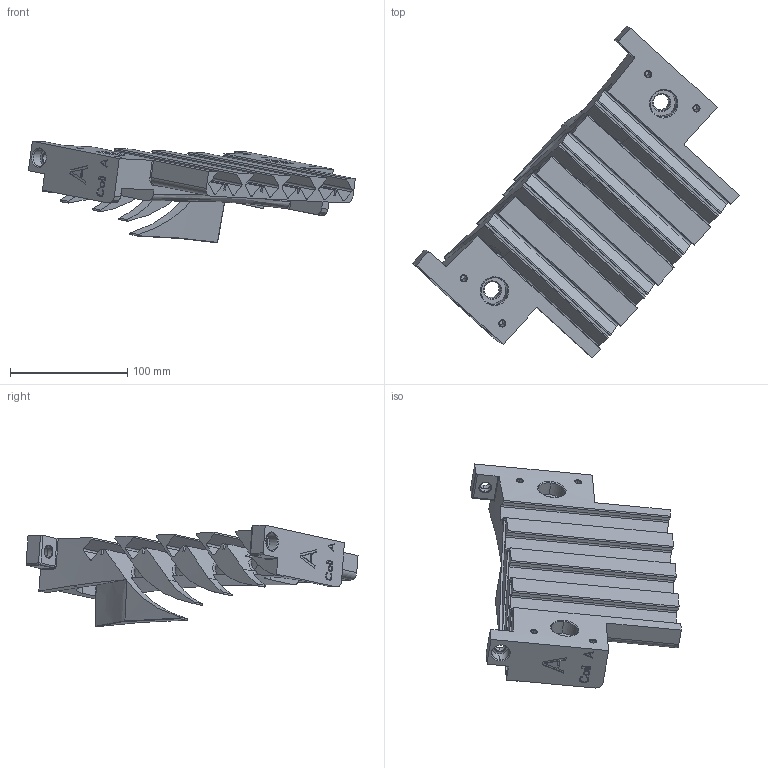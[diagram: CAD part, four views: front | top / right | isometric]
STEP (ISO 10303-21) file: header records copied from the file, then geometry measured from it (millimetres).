
FILE_DESCRIPTION((''),'2;1');
FILE_NAME('SE142A-134','2006-03-10T',('tbrown'),(''),'PRO/ENGINEER BY PARAMETRIC TECHNOLOGY CORPORATION, 2004440','PRO/ENGINEER BY PARAMETRIC TECHNOLOGY CORPORATION, 2004440','');
FILE_SCHEMA(('CONFIG_CONTROL_DESIGN'));
Length unit declared in the file: inch
Products named in the file (1): SE142A-134
Bounding box: 279.14 x 283.63 x 86.81 mm (x, y, z)
Volume: 654075.9 mm3; surface area: 152588.2 mm2
Topology: 1 solids, 1 shells, 382 faces, 1012 edges, 650 vertices
Faces by surface type: plane 215, bspline 75, cylinder 48, cone 32, extrusion 7, sphere 3, torus 2
Entity records: 14755 total; most frequent: CARTESIAN_POINT 5948, ORIENTED_EDGE 2024, DIRECTION 1453, EDGE_CURVE 1012, VERTEX_POINT 650, VECTOR 639, LINE 632, EDGE_LOOP 408
